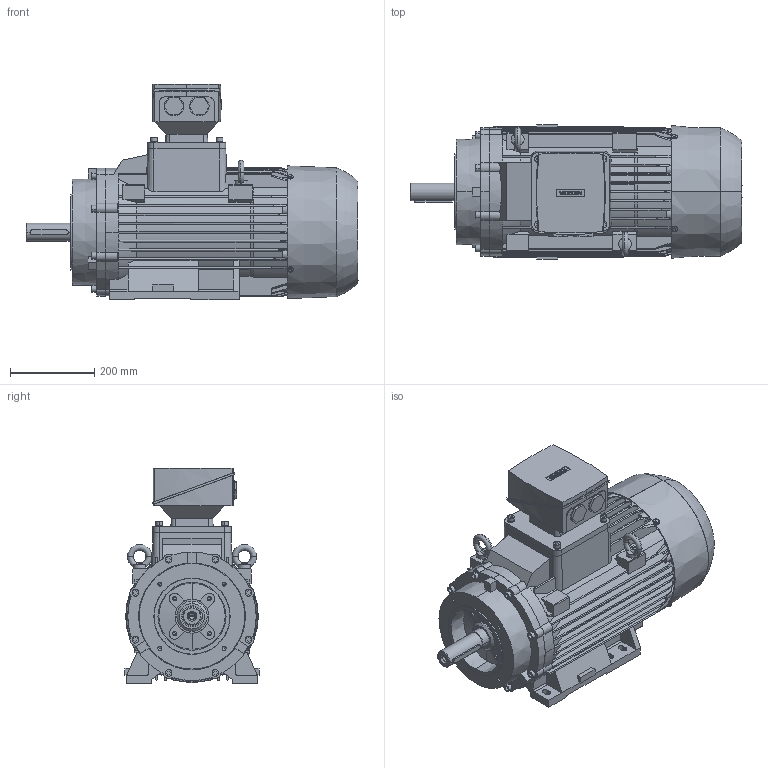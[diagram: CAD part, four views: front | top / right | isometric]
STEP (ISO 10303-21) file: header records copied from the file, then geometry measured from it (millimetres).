
FILE_DESCRIPTION(('STEP AP214'),'1');
FILE_NAME('cctmp_EC053E05-C5AD-408D-A4BD-0FB9963AF5BB_2023_06_27_10_55_56_0533..stp','2023-06-27T08:55:57',('SIEMENS A&D'),('CADClick - www.CADClick.com'),'Spatial InterOp 3D',' ','unknown authorization');
FILE_SCHEMA(('AUTOMOTIVE_DESIGN'));
Length unit declared in the file: millimetre
Products named in the file (34): cc_unnamed; 2023_06_27_10_55_56_0486; 2023_06_27_10_55_56_0455; 2023_06_27_10_55_56_0424; 2023_06_27_10_55_56_0393; 2023_06_27_10_55_56_0361; 2023_06_27_10_55_56_0330; 2023_06_27_10_55_56_0299; 2023_06_27_10_55_56_0268; 2023_06_27_10_55_56_0236; 2023_06_27_10_55_56_0205; 2023_06_27_10_55_56_0174; 2023_06_27_10_55_56_0143; 2023_06_27_10_55_56_0121; 2023_06_27_10_55_56_0105; 2023_06_27_10_55_56_0074; 2023_06_27_10_55_56_0042; 2023_06_27_10_55_56_0011; 2023_06_27_10_55_55_0980; 2023_06_27_10_55_55_0949; 2023_06_27_10_55_55_0917; 2023_06_27_10_55_55_0886; 2023_06_27_10_55_55_0855; 2023_06_27_10_55_55_0824; 2023_06_27_10_55_55_0792; 2023_06_27_10_55_55_0761; 2023_06_27_10_55_55_0730; 2023_06_27_10_55_55_0699; 2023_06_27_10_55_55_0667; 2023_06_27_10_55_55_0636; 2023_06_27_10_55_55_0605; 2023_06_27_10_55_55_0574; 2023_06_27_10_55_55_0542; 2023_06_27_10_55_55_0511
Assembly tree (33 placements, depth 2):
  cc_unnamed
    2023_06_27_10_55_56_0486
    2023_06_27_10_55_56_0455
    2023_06_27_10_55_56_0424
    2023_06_27_10_55_56_0393
    2023_06_27_10_55_56_0361
    2023_06_27_10_55_56_0330
    2023_06_27_10_55_56_0299
    2023_06_27_10_55_56_0268
    2023_06_27_10_55_56_0236
    2023_06_27_10_55_56_0205
    2023_06_27_10_55_56_0174
    2023_06_27_10_55_56_0143
    2023_06_27_10_55_56_0121
    2023_06_27_10_55_56_0105
    2023_06_27_10_55_56_0074
    2023_06_27_10_55_56_0042
    2023_06_27_10_55_56_0011
    2023_06_27_10_55_55_0980
    2023_06_27_10_55_55_0949
    2023_06_27_10_55_55_0917
    2023_06_27_10_55_55_0886
    2023_06_27_10_55_55_0855
    2023_06_27_10_55_55_0824
    2023_06_27_10_55_55_0792
    2023_06_27_10_55_55_0761
    2023_06_27_10_55_55_0730
    2023_06_27_10_55_55_0699
    2023_06_27_10_55_55_0667
    2023_06_27_10_55_55_0636
    2023_06_27_10_55_55_0605
    2023_06_27_10_55_55_0574
    2023_06_27_10_55_55_0542
    2023_06_27_10_55_55_0511
Bounding box: 786 x 318 x 510.5 mm (x, y, z)
Volume: 41759077.8 mm3; surface area: 2100300.6 mm2
Topology: 33 solids, 33 shells, 1995 faces, 5532 edges, 3625 vertices
Faces by surface type: cylinder 1013, plane 682, cone 236, torus 64
Entity records: 86063 total; most frequent: CARTESIAN_POINT 16536, DIRECTION 11468, ORIENTED_EDGE 11044, EDGE_CURVE 5522, AXIS2_PLACEMENT_3D 4477, VERTEX_POINT 3625, LINE 2514, VECTOR 2514
